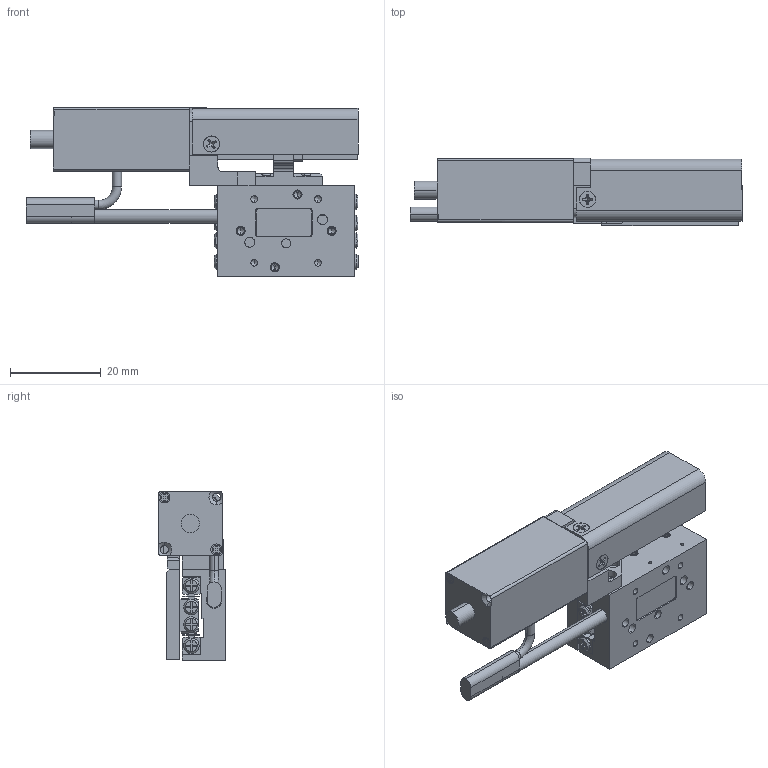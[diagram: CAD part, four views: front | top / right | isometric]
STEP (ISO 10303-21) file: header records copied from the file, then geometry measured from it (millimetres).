
FILE_DESCRIPTION (( 'STEP AP214' ), '1' );
FILE_NAME ('PPS-20-22010.STEP', '2023-08-03T18:31:27', ( '' ), ( '' ), 'SwSTEP 2.0', 'SolidWorks 2023', '' );
FILE_SCHEMA (( 'AUTOMOTIVE_DESIGN' ));
Length unit declared in the file: millimetre
Products named in the file (19): NB Slide Way SVW 1000 Cage_SVW 1030-8Z Custom; 130221 Leadscrew, Standard Shaft, M3x0.2_34mm; PPS-20, Carriage, Master Part_30mm; 430677 PPS-20 Stepper Motor Bracket, Sanyo Motor; NB Slide Way SVW 1000 Center Way_SVW 1030; SCREW, MS-PFH, E-NR_1-72 x 1''8in; 430678 PPS-20 Leadscrew Nut Bracket, Kozak M3 with Sanyo 14mm; NB Slide Way SVW 1000 Rail_SVW 1030; 430719 PPS-20 & 28 Leadscrew Cover, Sanyo Motor_PPS-20, 30mm; 110182 Sanyo motor 14mm_shortened shaft; 130160 Bearing, NB, Slide Way, SVW 1000_SVW 1030-8Z Custom (Rigid at Center); PPS-20, Base, Master Part_L30, No Ears ; Limit Switch and Motor Cable; 431131 Leadscrew Nut, PPS-20SM, Kozak M3x0.5mm, Flat; PPS-20, Back Cover, Master Part; SCREW, MS-PPH, M-JCIS_M1.6 x 0.35 x 4mm; Set Screw, Cup-H, E-ASME_E1-72 x 1''16; SCREW, MS-PFH, M-DIN_M2 x 0.4 x 05mm; PPS-20-22010
Assembly tree (35 placements, depth 3):
  PPS-20-22010
    PPS-20, Base, Master Part_L30, No Ears 
    PPS-20, Back Cover, Master Part
    PPS-20, Carriage, Master Part_30mm
    SCREW, MS-PFH, M-DIN_M2 x 0.4 x 05mm  x3
    130160 Bearing, NB, Slide Way, SVW 1000_SVW 1030-8Z Custom (Rigid at Center)
      NB Slide Way SVW 1000 Rail_SVW 1030  x2
      NB Slide Way SVW 1000 Center Way_SVW 1030
      NB Slide Way SVW 1000 Cage_SVW 1030-8Z Custom  x2
    Set Screw, Cup-H, E-ASME_E1-72 x 1''16  x3
    SCREW, MS-PPH, M-JCIS_M1.6 x 0.35 x 4mm  x10
    130221 Leadscrew, Standard Shaft, M3x0.2_34mm
    430677 PPS-20 Stepper Motor Bracket, Sanyo Motor
    110182 Sanyo motor 14mm_shortened shaft
    430678 PPS-20 Leadscrew Nut Bracket, Kozak M3 with Sanyo 14mm
    SCREW, MS-PFH, E-NR_1-72 x 1''8in  x3
    430719 PPS-20 & 28 Leadscrew Cover, Sanyo Motor_PPS-20, 30mm
    431131 Leadscrew Nut, PPS-20SM, Kozak M3x0.5mm, Flat
    Limit Switch and Motor Cable
Bounding box: 72.99 x 14.7 x 37.1 mm (x, y, z)
Volume: 15024.7 mm3; surface area: 15920.9 mm2
Topology: 36 solids, 36 shells, 1593 faces, 4040 edges, 2530 vertices
Faces by surface type: plane 774, cylinder 475, cone 282, torus 62
Full cylindrical faces by diameter (mm): 3 x1
Entity records: 30146 total; most frequent: CARTESIAN_POINT 5714, DIRECTION 5106, ORIENTED_EDGE 4816, EDGE_CURVE 2408, AXIS2_PLACEMENT_3D 1832, VERTEX_POINT 1552, LINE 1442, VECTOR 1442
